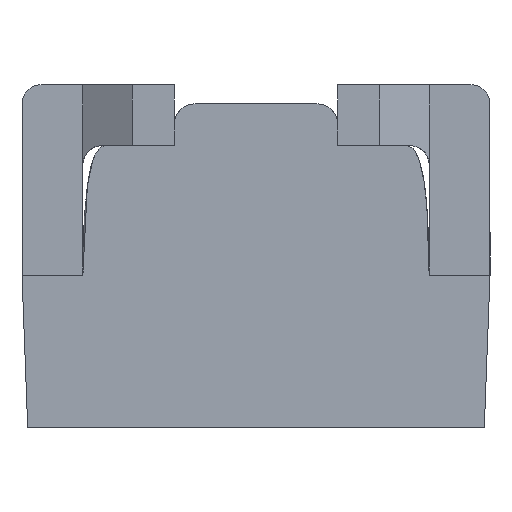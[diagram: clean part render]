
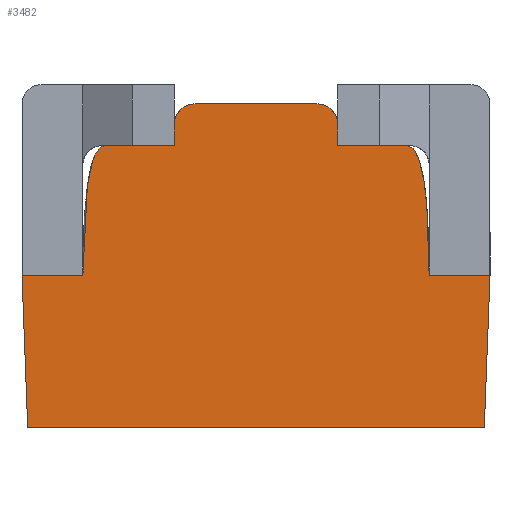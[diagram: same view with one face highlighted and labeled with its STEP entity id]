
A CAD part, front view. The second image highlights one B-rep face of the part: STEP entity #3482.
In plain terms, the highlighted planar face has unit normal (0, -1, 0).
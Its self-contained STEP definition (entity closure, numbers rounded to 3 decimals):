
#6 = ORIENTED_EDGE ( 'NONE', *, *, #4158, .F. ) ;
#38 = VERTEX_POINT ( 'NONE', #845 ) ;
#65 = AXIS2_PLACEMENT_3D ( 'NONE', #941, #3248, #1299 ) ;
#67 = LINE ( 'NONE', #3007, #1254 ) ;
#158 = VERTEX_POINT ( 'NONE', #4181 ) ;
#240 = AXIS2_PLACEMENT_3D ( 'NONE', #1311, #3936, #3556 ) ;
#243 = LINE ( 'NONE', #1571, #1400 ) ;
#267 = EDGE_CURVE ( 'NONE', #3475, #3294, #2309, .T. ) ;
#369 = CARTESIAN_POINT ( 'NONE',  ( 0.24, 0., 0.395 ) ) ;
#387 = EDGE_CURVE ( 'NONE', #3195, #2724, #2558, .T. ) ;
#576 = CARTESIAN_POINT ( 'NONE',  ( 0.91, 0., 0. ) ) ;
#579 = CARTESIAN_POINT ( 'NONE',  ( 0.015, 0., 0.255 ) ) ;
#600 = DIRECTION ( 'NONE',  ( 1., 0., 0. ) ) ;
#643 = DIRECTION ( 'NONE',  ( 0.037, 0., -0.999 ) ) ;
#723 = VECTOR ( 'NONE', #600, 1000. ) ;
#747 = ORIENTED_EDGE ( 'NONE', *, *, #2631, .F. ) ;
#751 = DIRECTION ( 'NONE',  ( 1., 0., 0. ) ) ;
#761 = EDGE_CURVE ( 'NONE', #2579, #3501, #3711, .T. ) ;
#767 = EDGE_CURVE ( 'NONE', #2440, #3501, #243, .T. ) ;
#781 = CARTESIAN_POINT ( 'NONE',  ( 0.295, 0., 0.45 ) ) ;
#793 = CARTESIAN_POINT ( 'NONE',  ( 0., 0., 0. ) ) ;
#814 = CARTESIAN_POINT ( 'NONE',  ( 0.67, 0., 0.34 ) ) ;
#845 = CARTESIAN_POINT ( 'NONE',  ( 0.24, 0., 0.34 ) ) ;
#871 = ORIENTED_EDGE ( 'NONE', *, *, #3488, .F. ) ;
#909 = EDGE_CURVE ( 'NONE', #158, #3195, #3258, .T. ) ;
#930 = CIRCLE ( 'NONE', #240, 0.055 ) ;
#941 = CARTESIAN_POINT ( 'NONE',  ( 0.295, 0., 0.395 ) ) ;
#961 = EDGE_CURVE ( 'NONE', #2724, #2440, #67, .T. ) ;
#967 = B_SPLINE_CURVE_WITH_KNOTS ( 'NONE', 2,
 ( #793, #2056, #1503 ),
 .UNSPECIFIED., .F., .F.,
 ( 3, 3 ),
 ( 0., 1. ),
 .UNSPECIFIED. ) ;
#1016 = EDGE_CURVE ( 'NONE', #1069, #2579, #2706, .T. ) ;
#1064 = ORIENTED_EDGE ( 'NONE', *, *, #1366, .F. ) ;
#1069 = VERTEX_POINT ( 'NONE', #814 ) ;
#1088 = ORIENTED_EDGE ( 'NONE', *, *, #761, .F. ) ;
#1209 = CARTESIAN_POINT ( 'NONE',  ( 0.67, 0., 0.395 ) ) ;
#1232 = VERTEX_POINT ( 'NONE', #369 ) ;
#1254 = VECTOR ( 'NONE', #1422, 1000. ) ;
#1289 = ORIENTED_EDGE ( 'NONE', *, *, #1016, .F. ) ;
#1299 = DIRECTION ( 'NONE',  ( 0., 0., 1. ) ) ;
#1311 = CARTESIAN_POINT ( 'NONE',  ( 0.615, 0., 0.395 ) ) ;
#1318 = CIRCLE ( 'NONE', #65, 0.055 ) ;
#1354 = LINE ( 'NONE', #3980, #2340 ) ;
#1361 = CARTESIAN_POINT ( 'NONE',  ( 0.615, 0., 0.45 ) ) ;
#1366 = EDGE_CURVE ( 'NONE', #2508, #1069, #4161, .T. ) ;
#1400 = VECTOR ( 'NONE', #2876, 1000. ) ;
#1402 = CARTESIAN_POINT ( 'NONE',  ( -0.16, 0., 0. ) ) ;
#1422 = DIRECTION ( 'NONE',  ( 0.037, 0., 0.999 ) ) ;
#1423 = CARTESIAN_POINT ( 'NONE',  ( 1.055, 0., -0.4 ) ) ;
#1446 = VERTEX_POINT ( 'NONE', #2906 ) ;
#1503 = CARTESIAN_POINT ( 'NONE',  ( 0.06, 0., 0.34 ) ) ;
#1571 = CARTESIAN_POINT ( 'NONE',  ( -0.16, 0., 0. ) ) ;
#1703 = CARTESIAN_POINT ( 'NONE',  ( 0.67, 0., 0.34 ) ) ;
#1728 = FACE_OUTER_BOUND ( 'NONE', #2939, .T. ) ;
#1779 = ORIENTED_EDGE ( 'NONE', *, *, #909, .T. ) ;
#1848 = CARTESIAN_POINT ( 'NONE',  ( 1.055, 0., -0.4 ) ) ;
#1865 = AXIS2_PLACEMENT_3D ( 'NONE', #579, #2498, #3823 ) ;
#1969 = EDGE_CURVE ( 'NONE', #3294, #2508, #930, .T. ) ;
#2007 = DIRECTION ( 'NONE',  ( 1., 0., 0. ) ) ;
#2043 = ORIENTED_EDGE ( 'NONE', *, *, #961, .T. ) ;
#2056 = CARTESIAN_POINT ( 'NONE',  ( 0., 0., 0.34 ) ) ;
#2309 = LINE ( 'NONE', #3607, #2701 ) ;
#2340 = VECTOR ( 'NONE', #3637, 1000. ) ;
#2425 = VECTOR ( 'NONE', #751, 1000. ) ;
#2427 = LINE ( 'NONE', #1402, #2817 ) ;
#2440 = VERTEX_POINT ( 'NONE', #3304 ) ;
#2487 = VECTOR ( 'NONE', #2516, 1000. ) ;
#2498 = DIRECTION ( 'NONE',  ( 0., -1., 0. ) ) ;
#2508 = VERTEX_POINT ( 'NONE', #3619 ) ;
#2516 = DIRECTION ( 'NONE',  ( 1., 0., 0. ) ) ;
#2558 = LINE ( 'NONE', #1848, #723 ) ;
#2579 = VERTEX_POINT ( 'NONE', #3957 ) ;
#2631 = EDGE_CURVE ( 'NONE', #38, #1232, #1354, .T. ) ;
#2684 = DIRECTION ( 'NONE',  ( -1., 0., 0. ) ) ;
#2701 = VECTOR ( 'NONE', #2007, 1000. ) ;
#2706 = LINE ( 'NONE', #1703, #2425 ) ;
#2724 = VERTEX_POINT ( 'NONE', #1423 ) ;
#2725 = EDGE_CURVE ( 'NONE', #1446, #158, #2427, .T. ) ;
#2817 = VECTOR ( 'NONE', #2684, 1000. ) ;
#2844 = CARTESIAN_POINT ( 'NONE',  ( -0.145, 0., -0.4 ) ) ;
#2876 = DIRECTION ( 'NONE',  ( -1., 0., 0. ) ) ;
#2906 = CARTESIAN_POINT ( 'NONE',  ( 0., 0., 0. ) ) ;
#2939 = EDGE_LOOP ( 'NONE', ( #6, #3608, #1779, #3740, #2043, #3234, #1088, #1289, #1064, #4146, #3654, #3611, #747, #871 ) ) ;
#3007 = CARTESIAN_POINT ( 'NONE',  ( 1.07, 0., 0. ) ) ;
#3044 = VECTOR ( 'NONE', #643, 1000. ) ;
#3134 = VERTEX_POINT ( 'NONE', #3500 ) ;
#3181 = LINE ( 'NONE', #3803, #2487 ) ;
#3195 = VERTEX_POINT ( 'NONE', #2844 ) ;
#3203 = EDGE_CURVE ( 'NONE', #1232, #3475, #1318, .T. ) ;
#3234 = ORIENTED_EDGE ( 'NONE', *, *, #767, .T. ) ;
#3248 = DIRECTION ( 'NONE',  ( 0., 1., 0. ) ) ;
#3258 = LINE ( 'NONE', #4214, #3044 ) ;
#3294 = VERTEX_POINT ( 'NONE', #1361 ) ;
#3304 = CARTESIAN_POINT ( 'NONE',  ( 1.07, 0., 0. ) ) ;
#3475 = VERTEX_POINT ( 'NONE', #781 ) ;
#3482 = ADVANCED_FACE ( 'NONE', ( #1728 ), #3670, .T. ) ;
#3488 = EDGE_CURVE ( 'NONE', #3134, #38, #3181, .T. ) ;
#3499 = DIRECTION ( 'NONE',  ( 0., 0., -1. ) ) ;
#3500 = CARTESIAN_POINT ( 'NONE',  ( 0.06, 0., 0.34 ) ) ;
#3501 = VERTEX_POINT ( 'NONE', #3847 ) ;
#3513 = CARTESIAN_POINT ( 'NONE',  ( 0.91, 0., 0.34 ) ) ;
#3556 = DIRECTION ( 'NONE',  ( 0., 0., 1. ) ) ;
#3607 = CARTESIAN_POINT ( 'NONE',  ( 0.295, 0., 0.45 ) ) ;
#3608 = ORIENTED_EDGE ( 'NONE', *, *, #2725, .T. ) ;
#3611 = ORIENTED_EDGE ( 'NONE', *, *, #3203, .F. ) ;
#3619 = CARTESIAN_POINT ( 'NONE',  ( 0.67, 0., 0.395 ) ) ;
#3637 = DIRECTION ( 'NONE',  ( 0., 0., 1. ) ) ;
#3654 = ORIENTED_EDGE ( 'NONE', *, *, #267, .F. ) ;
#3670 = PLANE ( 'NONE',  #1865 ) ;
#3711 = B_SPLINE_CURVE_WITH_KNOTS ( 'NONE', 2,
 ( #4172, #3513, #576 ),
 .UNSPECIFIED., .F., .F.,
 ( 3, 3 ),
 ( 0., 1. ),
 .UNSPECIFIED. ) ;
#3740 = ORIENTED_EDGE ( 'NONE', *, *, #387, .T. ) ;
#3803 = CARTESIAN_POINT ( 'NONE',  ( 0.06, 0., 0.34 ) ) ;
#3823 = DIRECTION ( 'NONE',  ( 0., 0., -1. ) ) ;
#3847 = CARTESIAN_POINT ( 'NONE',  ( 0.91, 0., 0. ) ) ;
#3936 = DIRECTION ( 'NONE',  ( 0., 1., 0. ) ) ;
#3957 = CARTESIAN_POINT ( 'NONE',  ( 0.85, 0., 0.34 ) ) ;
#3980 = CARTESIAN_POINT ( 'NONE',  ( 0.24, 0., 0.34 ) ) ;
#4146 = ORIENTED_EDGE ( 'NONE', *, *, #1969, .F. ) ;
#4158 = EDGE_CURVE ( 'NONE', #1446, #3134, #967, .T. ) ;
#4159 = VECTOR ( 'NONE', #3499, 1000. ) ;
#4161 = LINE ( 'NONE', #1209, #4159 ) ;
#4172 = CARTESIAN_POINT ( 'NONE',  ( 0.85, 0., 0.34 ) ) ;
#4181 = CARTESIAN_POINT ( 'NONE',  ( -0.16, 0., 0. ) ) ;
#4214 = CARTESIAN_POINT ( 'NONE',  ( -0.145, 0., -0.4 ) ) ;
